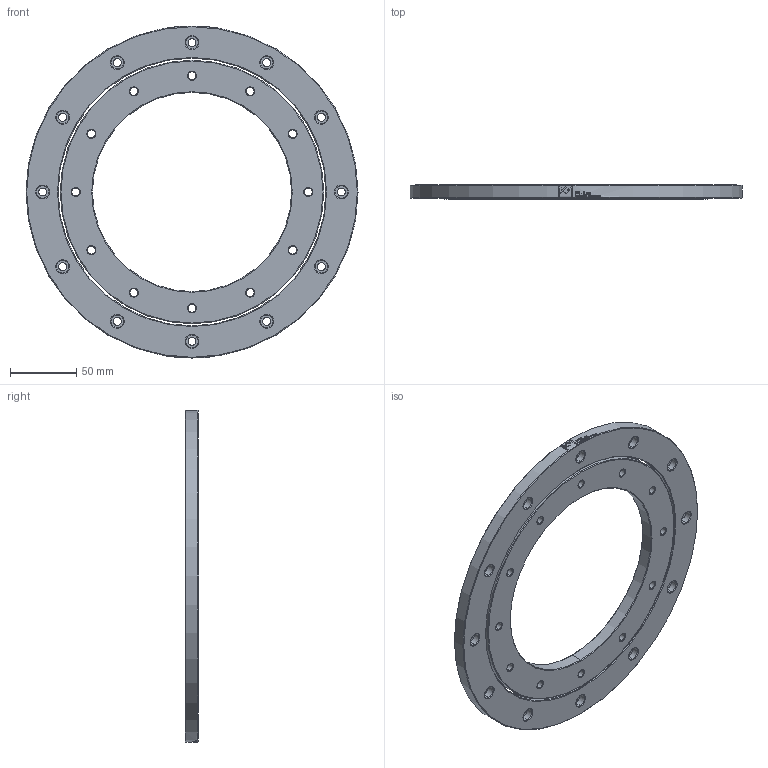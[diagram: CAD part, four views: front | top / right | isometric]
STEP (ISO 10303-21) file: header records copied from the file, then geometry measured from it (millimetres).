
FILE_DESCRIPTION(/* description */ (''),/* implementation_level */ '2;1');
FILE_NAME(/* name */ 'FMB-150.250.stp',/* time_stamp */ '2024-11-11T12:36:01+01:00',/* author */ (''),/* organization */ (''),/* preprocessor_version */ 'ST-DEVELOPER v16.7',/* originating_system */ 'SIEMENS PLM Software NX 12.0',/* authorisation */ '');
FILE_SCHEMA (('AUTOMOTIVE_DESIGN { 1 0 10303 214 3 1 1 1 }'));
Length unit declared in the file: millimetre
Products named in the file (1): FMB-150.250_step_step_stp
Bounding box: 250 x 10.5 x 250 mm (x, y, z)
Volume: 288125 mm3; surface area: 90893.8 mm2
Topology: 2 solids, 2 shells, 831 faces, 2082 edges, 1343 vertices
Faces by surface type: plane 282, bspline 242, cylinder 173, cone 120, torus 14
Full cylindrical faces by diameter (mm): 250 x1
Entity records: 37825 total; most frequent: CARTESIAN_POINT 15655, ORIENTED_EDGE 4150, DIRECTION 3077, EDGE_CURVE 2075, VERTEX_POINT 1339, AXIS2_PLACEMENT_3D 1108, EDGE_LOOP 974, LINE 861
